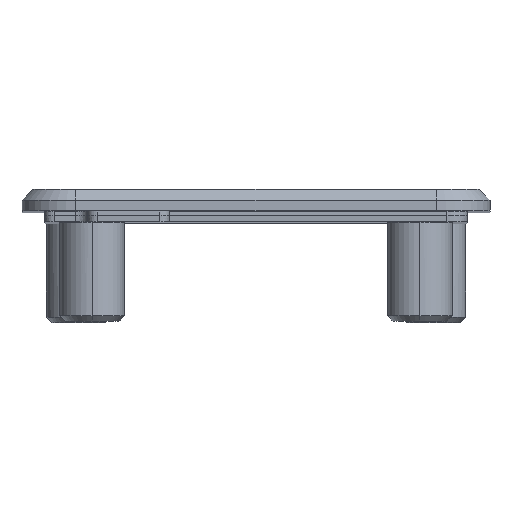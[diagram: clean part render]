
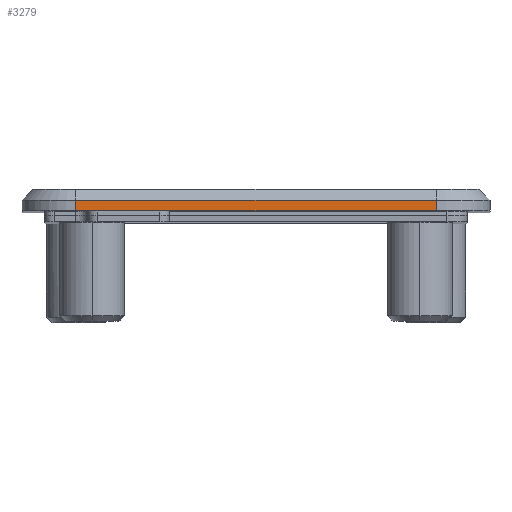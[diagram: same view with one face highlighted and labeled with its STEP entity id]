
A CAD part, top view. The second image highlights one B-rep face of the part: STEP entity #3279.
In plain terms, the highlighted planar face has unit normal (0, 0, 1).
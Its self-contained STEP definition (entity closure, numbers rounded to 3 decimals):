
#7 = ORIENTED_EDGE ( 'NONE', *, *, #3063, .T. ) ;
#128 = DIRECTION ( 'NONE',  ( -1., 0., 0. ) ) ;
#148 = VECTOR ( 'NONE', #953, 1000. ) ;
#150 = FACE_OUTER_BOUND ( 'NONE', #2494, .T. ) ;
#285 = LINE ( 'NONE', #332, #1533 ) ;
#332 = CARTESIAN_POINT ( 'NONE',  ( -16.75, 20.45, 53. ) ) ;
#497 = LINE ( 'NONE', #2324, #2864 ) ;
#557 = ORIENTED_EDGE ( 'NONE', *, *, #2178, .T. ) ;
#589 = EDGE_CURVE ( 'NONE', #1293, #2314, #1742, .T. ) ;
#718 = CARTESIAN_POINT ( 'NONE',  ( -16.75, 20.45, 53. ) ) ;
#836 = VERTEX_POINT ( 'NONE', #3268 ) ;
#840 = DIRECTION ( 'NONE',  ( 0., -1., 0. ) ) ;
#856 = CARTESIAN_POINT ( 'NONE',  ( 16.75, 18.45, 53. ) ) ;
#915 = ORIENTED_EDGE ( 'NONE', *, *, #589, .F. ) ;
#953 = DIRECTION ( 'NONE',  ( 0., -1., 0. ) ) ;
#1014 = DIRECTION ( 'NONE',  ( -1., 0., 0. ) ) ;
#1029 = EDGE_CURVE ( 'NONE', #2368, #2314, #1318, .T. ) ;
#1086 = CARTESIAN_POINT ( 'NONE',  ( -16.75, 18.45, 53. ) ) ;
#1293 = VERTEX_POINT ( 'NONE', #2247 ) ;
#1318 = LINE ( 'NONE', #1086, #3098 ) ;
#1533 = VECTOR ( 'NONE', #840, 1000. ) ;
#1737 = DIRECTION ( 'NONE',  ( 0., 0., -1. ) ) ;
#1742 = LINE ( 'NONE', #2992, #148 ) ;
#2178 = EDGE_CURVE ( 'NONE', #836, #2368, #285, .T. ) ;
#2216 = AXIS2_PLACEMENT_3D ( 'NONE', #718, #1737, #128 ) ;
#2247 = CARTESIAN_POINT ( 'NONE',  ( 16.75, 19.45, 53. ) ) ;
#2314 = VERTEX_POINT ( 'NONE', #856 ) ;
#2324 = CARTESIAN_POINT ( 'NONE',  ( -16.75, 19.45, 53. ) ) ;
#2349 = DIRECTION ( 'NONE',  ( 1., 0., 0. ) ) ;
#2368 = VERTEX_POINT ( 'NONE', #3182 ) ;
#2494 = EDGE_LOOP ( 'NONE', ( #915, #7, #557, #2823 ) ) ;
#2823 = ORIENTED_EDGE ( 'NONE', *, *, #1029, .T. ) ;
#2864 = VECTOR ( 'NONE', #1014, 1000. ) ;
#2992 = CARTESIAN_POINT ( 'NONE',  ( 16.75, 20.45, 53. ) ) ;
#3063 = EDGE_CURVE ( 'NONE', #1293, #836, #497, .T. ) ;
#3098 = VECTOR ( 'NONE', #2349, 1000. ) ;
#3182 = CARTESIAN_POINT ( 'NONE',  ( -16.75, 18.45, 53. ) ) ;
#3268 = CARTESIAN_POINT ( 'NONE',  ( -16.75, 19.45, 53. ) ) ;
#3272 = PLANE ( 'NONE',  #2216 ) ;
#3279 = ADVANCED_FACE ( 'NONE', ( #150 ), #3272, .F. ) ;
